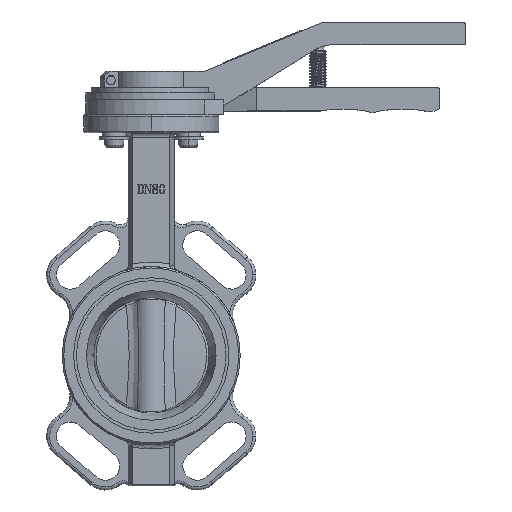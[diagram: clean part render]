
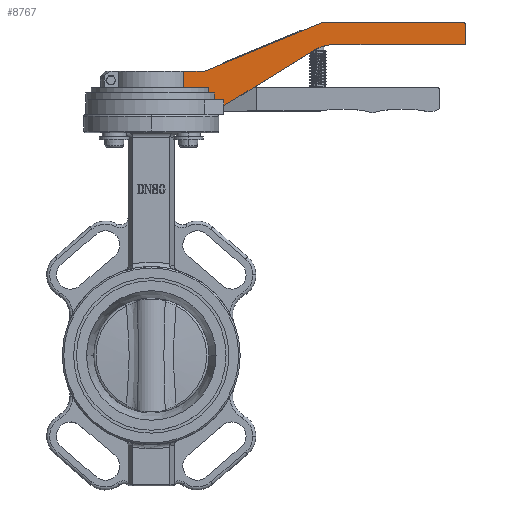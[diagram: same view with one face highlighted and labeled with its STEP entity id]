
A CAD part, top view. The second image highlights one B-rep face of the part: STEP entity #8767.
In plain terms, the highlighted planar face has unit normal (0, 0, 1).
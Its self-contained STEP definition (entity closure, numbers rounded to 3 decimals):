
#172 = ORIENTED_EDGE ( 'NONE', *, *, #31447, .T. ) ;
#289 = EDGE_CURVE ( 'NONE', #49965, #49867, #48037, .T. ) ;
#1155 = LINE ( 'NONE', #17260, #27396 ) ;
#1158 = VERTEX_POINT ( 'NONE', #21831 ) ;
#1882 = EDGE_CURVE ( 'NONE', #49867, #7067, #64810, .T. ) ;
#2377 = ORIENTED_EDGE ( 'NONE', *, *, #27108, .T. ) ;
#2676 = DIRECTION ( 'NONE',  ( 0., 0., 1. ) ) ;
#2908 = CARTESIAN_POINT ( 'NONE',  ( 47.889, 166.515, 13. ) ) ;
#3295 = VECTOR ( 'NONE', #62945, 1000. ) ;
#3640 = VECTOR ( 'NONE', #47752, 1000. ) ;
#4072 = CIRCLE ( 'NONE', #10649, 30. ) ;
#4666 = EDGE_CURVE ( 'NONE', #55722, #20545, #5579, .T. ) ;
#4686 = CARTESIAN_POINT ( 'NONE',  ( 209.996, 208., 13. ) ) ;
#4909 = EDGE_CURVE ( 'NONE', #20545, #54260, #24379, .T. ) ;
#4995 = VECTOR ( 'NONE', #49369, 1000. ) ;
#5579 = LINE ( 'NONE', #43012, #3295 ) ;
#5827 = CARTESIAN_POINT ( 'NONE',  ( 115.844, 190., 13. ) ) ;
#6359 = DIRECTION ( 'NONE',  ( 1., 0., 0. ) ) ;
#6565 = CARTESIAN_POINT ( 'NONE',  ( 38.13, 194.758, 13. ) ) ;
#7067 = VERTEX_POINT ( 'NONE', #24778 ) ;
#7701 = AXIS2_PLACEMENT_3D ( 'NONE', #24490, #40654, #39978 ) ;
#8767 = ADVANCED_FACE ( 'NONE', ( #31013 ), #11054, .T. ) ;
#9092 = ORIENTED_EDGE ( 'NONE', *, *, #289, .T. ) ;
#9756 = LINE ( 'NONE', #41429, #24522 ) ;
#10649 = AXIS2_PLACEMENT_3D ( 'NONE', #39430, #2676, #23282 ) ;
#10724 = EDGE_CURVE ( 'NONE', #56790, #43744, #16290, .T. ) ;
#10773 = CARTESIAN_POINT ( 'NONE',  ( 45., 166.515, 13. ) ) ;
#11054 = PLANE ( 'NONE',  #13300 ) ;
#11421 = CARTESIAN_POINT ( 'NONE',  ( 115.844, 171., 13. ) ) ;
#11502 = CARTESIAN_POINT ( 'NONE',  ( 115.844, 208., 13. ) ) ;
#12906 = VERTEX_POINT ( 'NONE', #13965 ) ;
#13300 = AXIS2_PLACEMENT_3D ( 'NONE', #26520, #47531, #32027 ) ;
#13580 = DIRECTION ( 'NONE',  ( 0., -1., 0. ) ) ;
#13928 = CARTESIAN_POINT ( 'NONE',  ( 38.13, 175.6, 13. ) ) ;
#13965 = CARTESIAN_POINT ( 'NONE',  ( 42.036, 171., 13. ) ) ;
#14719 = CARTESIAN_POINT ( 'NONE',  ( 45., 171., 13. ) ) ;
#14863 = DIRECTION ( 'NONE',  ( 0., -1., 0. ) ) ;
#15897 = ORIENTED_EDGE ( 'NONE', *, *, #65175, .F. ) ;
#16290 = LINE ( 'NONE', #11502, #26134 ) ;
#16380 = VERTEX_POINT ( 'NONE', #62221 ) ;
#17132 = CARTESIAN_POINT ( 'NONE',  ( 38.13, 179., 13. ) ) ;
#17260 = CARTESIAN_POINT ( 'NONE',  ( 115.844, 223., 13. ) ) ;
#17835 = DIRECTION ( 'NONE',  ( 0., -1., 0. ) ) ;
#17903 = EDGE_CURVE ( 'NONE', #54260, #21573, #53674, .T. ) ;
#18459 = ORIENTED_EDGE ( 'NONE', *, *, #10724, .T. ) ;
#19864 = VECTOR ( 'NONE', #27734, 1000. ) ;
#19946 = LINE ( 'NONE', #45449, #53544 ) ;
#20008 = CARTESIAN_POINT ( 'NONE',  ( 35.382, 190., 13. ) ) ;
#20488 = VERTEX_POINT ( 'NONE', #39000 ) ;
#20545 = VERTEX_POINT ( 'NONE', #29326 ) ;
#21573 = VERTEX_POINT ( 'NONE', #13928 ) ;
#21831 = CARTESIAN_POINT ( 'NONE',  ( 209.996, 221., 13. ) ) ;
#22615 = ORIENTED_EDGE ( 'NONE', *, *, #32376, .T. ) ;
#23008 = ORIENTED_EDGE ( 'NONE', *, *, #66101, .T. ) ;
#23277 = ORIENTED_EDGE ( 'NONE', *, *, #4909, .T. ) ;
#23282 = DIRECTION ( 'NONE',  ( 0., 1., 0. ) ) ;
#24379 = LINE ( 'NONE', #51211, #51769 ) ;
#24490 = CARTESIAN_POINT ( 'NONE',  ( 207.996, 221., 13. ) ) ;
#24522 = VECTOR ( 'NONE', #30722, 1000. ) ;
#24778 = CARTESIAN_POINT ( 'NONE',  ( 107.7, 203.513, 13. ) ) ;
#25061 = ORIENTED_EDGE ( 'NONE', *, *, #46003, .T. ) ;
#25316 = VECTOR ( 'NONE', #17835, 1000. ) ;
#25499 = EDGE_CURVE ( 'NONE', #43744, #1158, #19946, .T. ) ;
#26134 = VECTOR ( 'NONE', #6359, 1000. ) ;
#26241 = ORIENTED_EDGE ( 'NONE', *, *, #4666, .T. ) ;
#26520 = CARTESIAN_POINT ( 'NONE',  ( 21.693, 166.515, 13. ) ) ;
#27108 = EDGE_CURVE ( 'NONE', #20488, #53099, #1155, .T. ) ;
#27329 = CARTESIAN_POINT ( 'NONE',  ( 21.693, 190., 13. ) ) ;
#27396 = VECTOR ( 'NONE', #48940, 1000. ) ;
#27734 = DIRECTION ( 'NONE',  ( 1., 0., 0. ) ) ;
#28342 = ORIENTED_EDGE ( 'NONE', *, *, #31010, .T. ) ;
#29161 = LINE ( 'NONE', #50177, #56392 ) ;
#29195 = EDGE_CURVE ( 'NONE', #16380, #12906, #41714, .T. ) ;
#29326 = CARTESIAN_POINT ( 'NONE',  ( 21.693, 179., 13. ) ) ;
#30066 = VECTOR ( 'NONE', #13580, 1000. ) ;
#30204 = DIRECTION ( 'NONE',  ( 1., 0., 0. ) ) ;
#30722 = DIRECTION ( 'NONE',  ( -0.924, -0.383, 0. ) ) ;
#31010 = EDGE_CURVE ( 'NONE', #21573, #16380, #29161, .T. ) ;
#31013 = FACE_OUTER_BOUND ( 'NONE', #58272, .T. ) ;
#31112 = EDGE_CURVE ( 'NONE', #60268, #55722, #31564, .T. ) ;
#31447 = EDGE_CURVE ( 'NONE', #54470, #49965, #66462, .T. ) ;
#31564 = LINE ( 'NONE', #5827, #3640 ) ;
#32027 = DIRECTION ( 'NONE',  ( 0., -1., 0. ) ) ;
#32376 = EDGE_CURVE ( 'NONE', #53099, #60268, #9756, .T. ) ;
#33740 = CARTESIAN_POINT ( 'NONE',  ( 123.482, 208., 13. ) ) ;
#36689 = DIRECTION ( 'NONE',  ( 1., 0., 0. ) ) ;
#37163 = CARTESIAN_POINT ( 'NONE',  ( 114.953, 223., 13. ) ) ;
#37869 = DIRECTION ( 'NONE',  ( 1., 0., 0. ) ) ;
#39000 = CARTESIAN_POINT ( 'NONE',  ( 207.996, 223., 13. ) ) ;
#39430 = CARTESIAN_POINT ( 'NONE',  ( 123.482, 178., 13. ) ) ;
#39978 = DIRECTION ( 'NONE',  ( 0., 1., 0. ) ) ;
#40654 = DIRECTION ( 'NONE',  ( 0., 0., 1. ) ) ;
#41429 = CARTESIAN_POINT ( 'NONE',  ( 114.953, 223., 13. ) ) ;
#41714 = LINE ( 'NONE', #56518, #45118 ) ;
#41750 = CIRCLE ( 'NONE', #7701, 2. ) ;
#43012 = CARTESIAN_POINT ( 'NONE',  ( 21.693, 194.758, 13. ) ) ;
#43220 = CARTESIAN_POINT ( 'NONE',  ( 115.844, 166.515, 13. ) ) ;
#43744 = VERTEX_POINT ( 'NONE', #4686 ) ;
#44685 = ORIENTED_EDGE ( 'NONE', *, *, #17903, .T. ) ;
#45118 = VECTOR ( 'NONE', #14863, 1000. ) ;
#45301 = ORIENTED_EDGE ( 'NONE', *, *, #25499, .T. ) ;
#45449 = CARTESIAN_POINT ( 'NONE',  ( 209.996, 194.758, 13. ) ) ;
#45765 = DIRECTION ( 'NONE',  ( 0., 1., 0. ) ) ;
#46003 = EDGE_CURVE ( 'NONE', #1158, #20488, #41750, .T. ) ;
#47531 = DIRECTION ( 'NONE',  ( 0., 0., 1. ) ) ;
#47752 = DIRECTION ( 'NONE',  ( -1., 0., 0. ) ) ;
#48037 = LINE ( 'NONE', #43220, #19864 ) ;
#48151 = VECTOR ( 'NONE', #37869, 1000. ) ;
#48940 = DIRECTION ( 'NONE',  ( -1., 0., 0. ) ) ;
#49369 = DIRECTION ( 'NONE',  ( 0.85, 0.526, 0. ) ) ;
#49867 = VERTEX_POINT ( 'NONE', #2908 ) ;
#49965 = VERTEX_POINT ( 'NONE', #10773 ) ;
#50177 = CARTESIAN_POINT ( 'NONE',  ( 115.844, 175.6, 13. ) ) ;
#51211 = CARTESIAN_POINT ( 'NONE',  ( 115.844, 179., 13. ) ) ;
#51454 = ORIENTED_EDGE ( 'NONE', *, *, #29195, .T. ) ;
#51769 = VECTOR ( 'NONE', #30204, 1000. ) ;
#53099 = VERTEX_POINT ( 'NONE', #37163 ) ;
#53544 = VECTOR ( 'NONE', #45765, 1000. ) ;
#53674 = LINE ( 'NONE', #6565, #25316 ) ;
#54260 = VERTEX_POINT ( 'NONE', #17132 ) ;
#54470 = VERTEX_POINT ( 'NONE', #14719 ) ;
#55722 = VERTEX_POINT ( 'NONE', #27329 ) ;
#56392 = VECTOR ( 'NONE', #36689, 1000. ) ;
#56518 = CARTESIAN_POINT ( 'NONE',  ( 42.036, 194.758, 13. ) ) ;
#56790 = VERTEX_POINT ( 'NONE', #33740 ) ;
#58272 = EDGE_LOOP ( 'NONE', ( #28342, #51454, #23008, #172, #9092, #58387, #15897, #18459, #45301, #25061, #2377, #22615, #66620, #26241, #23277, #44685 ) ) ;
#58387 = ORIENTED_EDGE ( 'NONE', *, *, #1882, .T. ) ;
#60268 = VERTEX_POINT ( 'NONE', #20008 ) ;
#62221 = CARTESIAN_POINT ( 'NONE',  ( 42.036, 175.6, 13. ) ) ;
#62945 = DIRECTION ( 'NONE',  ( 0., -1., 0. ) ) ;
#64003 = LINE ( 'NONE', #11421, #48151 ) ;
#64810 = LINE ( 'NONE', #65149, #4995 ) ;
#65149 = CARTESIAN_POINT ( 'NONE',  ( 77.794, 185.014, 13. ) ) ;
#65175 = EDGE_CURVE ( 'NONE', #56790, #7067, #4072, .T. ) ;
#65459 = CARTESIAN_POINT ( 'NONE',  ( 45., 194.758, 13. ) ) ;
#66101 = EDGE_CURVE ( 'NONE', #12906, #54470, #64003, .T. ) ;
#66462 = LINE ( 'NONE', #65459, #30066 ) ;
#66620 = ORIENTED_EDGE ( 'NONE', *, *, #31112, .T. ) ;
